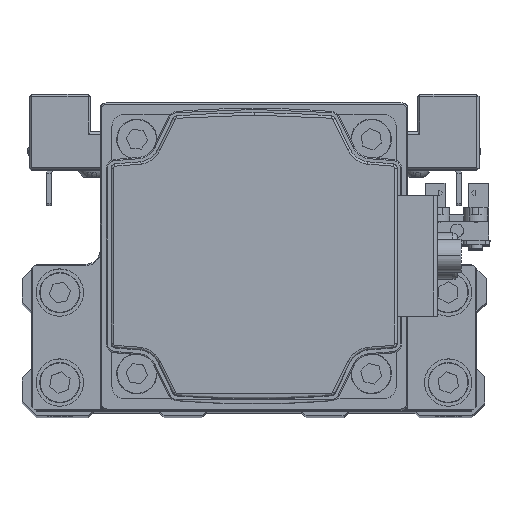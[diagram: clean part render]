
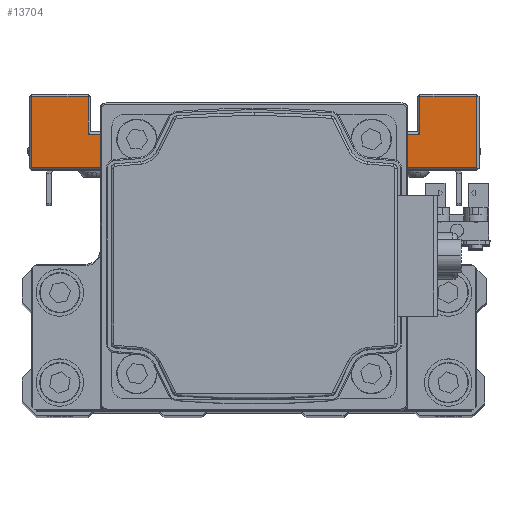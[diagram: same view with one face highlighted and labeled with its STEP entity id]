
A CAD part, top view. The second image highlights one B-rep face of the part: STEP entity #13704.
In plain terms, the highlighted face is planar.
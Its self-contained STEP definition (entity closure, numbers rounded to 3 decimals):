
#500 = VECTOR ( 'NONE', #35122, 1000. ) ;
#872 = VERTEX_POINT ( 'NONE', #19520 ) ;
#878 = ORIENTED_EDGE ( 'NONE', *, *, #6846, .T. ) ;
#886 = ORIENTED_EDGE ( 'NONE', *, *, #38118, .T. ) ;
#1456 = ORIENTED_EDGE ( 'NONE', *, *, #26100, .T. ) ;
#1875 = CARTESIAN_POINT ( 'NONE',  ( 47., 8., 20. ) ) ;
#2133 = ORIENTED_EDGE ( 'NONE', *, *, #17197, .T. ) ;
#2156 = DIRECTION ( 'NONE',  ( 0., 1., 0. ) ) ;
#3544 = DIRECTION ( 'NONE',  ( -1., 0., 0. ) ) ;
#3679 = LINE ( 'NONE', #15598, #20527 ) ;
#3771 = CARTESIAN_POINT ( 'NONE',  ( 47., 8., -20. ) ) ;
#5056 = EDGE_CURVE ( 'NONE', #12112, #22416, #10298, .T. ) ;
#5158 = VECTOR ( 'NONE', #8778, 1000. ) ;
#5238 = LINE ( 'NONE', #17141, #8707 ) ;
#5854 = CARTESIAN_POINT ( 'NONE',  ( 47., -7.5, -20. ) ) ;
#5943 = VERTEX_POINT ( 'NONE', #30580 ) ;
#6495 = FACE_OUTER_BOUND ( 'NONE', #6593, .T. ) ;
#6593 = EDGE_LOOP ( 'NONE', ( #34259, #26332, #35813, #17962, #2133, #11101, #886, #24394, #1456, #32511, #878, #28415 ) ) ;
#6722 = AXIS2_PLACEMENT_3D ( 'NONE', #30267, #3544, #15459 ) ;
#6837 = DIRECTION ( 'NONE',  ( 0., 0., 1. ) ) ;
#6846 = EDGE_CURVE ( 'NONE', #31662, #19026, #34377, .T. ) ;
#7654 = CARTESIAN_POINT ( 'NONE',  ( 47., 7.5, 20. ) ) ;
#8571 = VERTEX_POINT ( 'NONE', #16403 ) ;
#8676 = EDGE_CURVE ( 'NONE', #8725, #21142, #16986, .T. ) ;
#8707 = VECTOR ( 'NONE', #29031, 1000. ) ;
#8725 = VERTEX_POINT ( 'NONE', #32185 ) ;
#8778 = DIRECTION ( 'NONE',  ( 0., 0., 1. ) ) ;
#8944 = EDGE_CURVE ( 'NONE', #19026, #22416, #3679, .T. ) ;
#9258 = VECTOR ( 'NONE', #34039, 1000. ) ;
#10015 = LINE ( 'NONE', #21930, #17828 ) ;
#10245 = LINE ( 'NONE', #22148, #9258 ) ;
#10298 = LINE ( 'NONE', #22209, #29093 ) ;
#10506 = VERTEX_POINT ( 'NONE', #19619 ) ;
#10629 = CARTESIAN_POINT ( 'NONE',  ( 47., 7.5, 35. ) ) ;
#11101 = ORIENTED_EDGE ( 'NONE', *, *, #28829, .T. ) ;
#11321 = LINE ( 'NONE', #23226, #500 ) ;
#12061 = VECTOR ( 'NONE', #6837, 1000. ) ;
#12112 = VERTEX_POINT ( 'NONE', #3771 ) ;
#13324 = VECTOR ( 'NONE', #22539, 1000. ) ;
#13704 = ADVANCED_FACE ( 'NONE', ( #6495 ), #18388, .F. ) ;
#13777 = DIRECTION ( 'NONE',  ( 0., 0., -1. ) ) ;
#14417 = EDGE_CURVE ( 'NONE', #12112, #8725, #10245, .T. ) ;
#15459 = DIRECTION ( 'NONE',  ( 0., 0., 1. ) ) ;
#15598 = CARTESIAN_POINT ( 'NONE',  ( 47., -7.5, -20. ) ) ;
#16403 = CARTESIAN_POINT ( 'NONE',  ( 47., 8., 47. ) ) ;
#16986 = LINE ( 'NONE', #28884, #24846 ) ;
#17141 = CARTESIAN_POINT ( 'NONE',  ( 47., 7.5, -35. ) ) ;
#17197 = EDGE_CURVE ( 'NONE', #872, #20105, #5238, .T. ) ;
#17828 = VECTOR ( 'NONE', #33820, 1000. ) ;
#17863 = CARTESIAN_POINT ( 'NONE',  ( 47., 8., 20. ) ) ;
#17962 = ORIENTED_EDGE ( 'NONE', *, *, #20316, .T. ) ;
#18388 = PLANE ( 'NONE',  #6722 ) ;
#19026 = VERTEX_POINT ( 'NONE', #24119 ) ;
#19520 = CARTESIAN_POINT ( 'NONE',  ( 47., 23., -35. ) ) ;
#19568 = DIRECTION ( 'NONE',  ( 0., -1., 0. ) ) ;
#19619 = CARTESIAN_POINT ( 'NONE',  ( 47., 15., 35. ) ) ;
#20105 = VERTEX_POINT ( 'NONE', #37060 ) ;
#20316 = EDGE_CURVE ( 'NONE', #21142, #872, #23609, .T. ) ;
#20527 = VECTOR ( 'NONE', #27497, 1000. ) ;
#21142 = VERTEX_POINT ( 'NONE', #26407 ) ;
#21664 = LINE ( 'NONE', #33553, #12061 ) ;
#21930 = CARTESIAN_POINT ( 'NONE',  ( 47., 7.5, 47. ) ) ;
#22086 = EDGE_CURVE ( 'NONE', #5943, #22855, #21664, .T. ) ;
#22148 = CARTESIAN_POINT ( 'NONE',  ( 47., 8., -47. ) ) ;
#22209 = CARTESIAN_POINT ( 'NONE',  ( 47., 7.5, -20. ) ) ;
#22416 = VERTEX_POINT ( 'NONE', #5854 ) ;
#22539 = DIRECTION ( 'NONE',  ( 0., 1., 0. ) ) ;
#22855 = VERTEX_POINT ( 'NONE', #36895 ) ;
#23226 = CARTESIAN_POINT ( 'NONE',  ( 47., 15., -20. ) ) ;
#23609 = LINE ( 'NONE', #35502, #5158 ) ;
#24119 = CARTESIAN_POINT ( 'NONE',  ( 47., -7.5, 20. ) ) ;
#24394 = ORIENTED_EDGE ( 'NONE', *, *, #22086, .T. ) ;
#24846 = VECTOR ( 'NONE', #2156, 1000. ) ;
#26100 = EDGE_CURVE ( 'NONE', #22855, #8571, #10015, .T. ) ;
#26332 = ORIENTED_EDGE ( 'NONE', *, *, #14417, .T. ) ;
#26407 = CARTESIAN_POINT ( 'NONE',  ( 47., 23., -47. ) ) ;
#27497 = DIRECTION ( 'NONE',  ( 0., 0., -1. ) ) ;
#28415 = ORIENTED_EDGE ( 'NONE', *, *, #8944, .T. ) ;
#28597 = LINE ( 'NONE', #1875, #35008 ) ;
#28829 = EDGE_CURVE ( 'NONE', #20105, #10506, #11321, .T. ) ;
#28884 = CARTESIAN_POINT ( 'NONE',  ( 47., 7.5, -47. ) ) ;
#29031 = DIRECTION ( 'NONE',  ( 0., -1., 0. ) ) ;
#29093 = VECTOR ( 'NONE', #34100, 1000. ) ;
#29734 = VECTOR ( 'NONE', #19568, 1000. ) ;
#30267 = CARTESIAN_POINT ( 'NONE',  ( 47., 7.5, -20. ) ) ;
#30580 = CARTESIAN_POINT ( 'NONE',  ( 47., 23., 35. ) ) ;
#31662 = VERTEX_POINT ( 'NONE', #17863 ) ;
#32185 = CARTESIAN_POINT ( 'NONE',  ( 47., 8., -47. ) ) ;
#32511 = ORIENTED_EDGE ( 'NONE', *, *, #35928, .T. ) ;
#33553 = CARTESIAN_POINT ( 'NONE',  ( 47., 23., -20. ) ) ;
#33820 = DIRECTION ( 'NONE',  ( 0., -1., 0. ) ) ;
#34039 = DIRECTION ( 'NONE',  ( 0., 0., -1. ) ) ;
#34100 = DIRECTION ( 'NONE',  ( 0., -1., 0. ) ) ;
#34259 = ORIENTED_EDGE ( 'NONE', *, *, #5056, .F. ) ;
#34377 = LINE ( 'NONE', #7654, #29734 ) ;
#35008 = VECTOR ( 'NONE', #13777, 1000. ) ;
#35122 = DIRECTION ( 'NONE',  ( 0., 0., 1. ) ) ;
#35502 = CARTESIAN_POINT ( 'NONE',  ( 47., 23., -20. ) ) ;
#35813 = ORIENTED_EDGE ( 'NONE', *, *, #8676, .T. ) ;
#35928 = EDGE_CURVE ( 'NONE', #8571, #31662, #28597, .T. ) ;
#36895 = CARTESIAN_POINT ( 'NONE',  ( 47., 23., 47. ) ) ;
#37060 = CARTESIAN_POINT ( 'NONE',  ( 47., 15., -35. ) ) ;
#37352 = LINE ( 'NONE', #10629, #13324 ) ;
#38118 = EDGE_CURVE ( 'NONE', #10506, #5943, #37352, .T. ) ;
